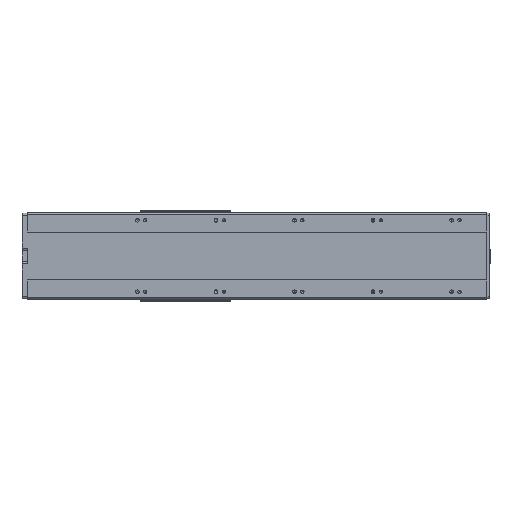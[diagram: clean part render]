
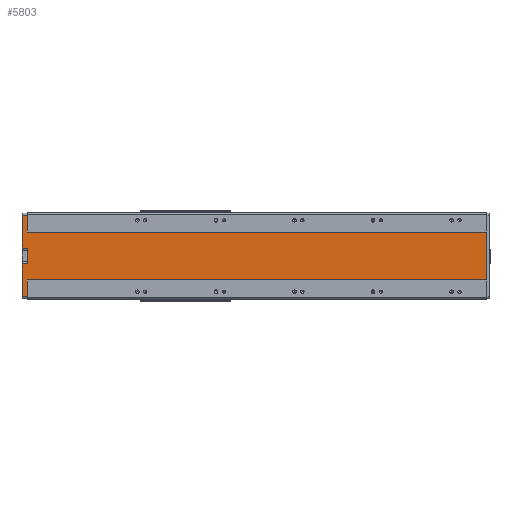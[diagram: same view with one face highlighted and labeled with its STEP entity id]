
A CAD part, front view. The second image highlights one B-rep face of the part: STEP entity #5803.
In plain terms, the highlighted planar face has unit normal (0, -1, 0).
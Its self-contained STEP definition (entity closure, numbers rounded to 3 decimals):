
#353 = VERTEX_POINT ( 'NONE', #5577 ) ;
#382 = VERTEX_POINT ( 'NONE', #25462 ) ;
#847 = EDGE_CURVE ( 'NONE', #353, #14087, #15718, .T. ) ;
#1074 = DIRECTION ( 'NONE',  ( -1., 0., 0. ) ) ;
#1111 = EDGE_CURVE ( 'NONE', #9259, #25343, #12840, .T. ) ;
#1291 = DIRECTION ( 'NONE',  ( -1., 0., 0. ) ) ;
#1365 = LINE ( 'NONE', #9444, #25003 ) ;
#1379 = EDGE_CURVE ( 'NONE', #4048, #3288, #24304, .T. ) ;
#2184 = ORIENTED_EDGE ( 'NONE', *, *, #24645, .T. ) ;
#2336 = ORIENTED_EDGE ( 'NONE', *, *, #11124, .T. ) ;
#2407 = ORIENTED_EDGE ( 'NONE', *, *, #847, .F. ) ;
#2738 = VERTEX_POINT ( 'NONE', #16848 ) ;
#2850 = PLANE ( 'NONE',  #19879 ) ;
#3113 = EDGE_LOOP ( 'NONE', ( #16006, #2407, #2184, #13732, #24240, #4126, #12726, #2336, #7963, #3524, #13102, #21849 ) ) ;
#3288 = VERTEX_POINT ( 'NONE', #8239 ) ;
#3452 = DIRECTION ( 'NONE',  ( -1., 0., 0. ) ) ;
#3471 = CARTESIAN_POINT ( 'NONE',  ( 13., 1., -60. ) ) ;
#3524 = ORIENTED_EDGE ( 'NONE', *, *, #15216, .T. ) ;
#4048 = VERTEX_POINT ( 'NONE', #6436 ) ;
#4075 = CARTESIAN_POINT ( 'NONE',  ( 13., 1., 60. ) ) ;
#4126 = ORIENTED_EDGE ( 'NONE', *, *, #1379, .T. ) ;
#4426 = CARTESIAN_POINT ( 'NONE',  ( 13., 1., 104. ) ) ;
#5182 = VERTEX_POINT ( 'NONE', #24339 ) ;
#5577 = CARTESIAN_POINT ( 'NONE',  ( 13., 1., 103.5 ) ) ;
#5803 = ADVANCED_FACE ( 'NONE', ( #8328 ), #2850, .F. ) ;
#5931 = EDGE_CURVE ( 'NONE', #5182, #21713, #7134, .T. ) ;
#6247 = DIRECTION ( 'NONE',  ( 0., 0., -1. ) ) ;
#6256 = VECTOR ( 'NONE', #6247, 1000. ) ;
#6436 = CARTESIAN_POINT ( 'NONE',  ( 13., 1., 20. ) ) ;
#6754 = CARTESIAN_POINT ( 'NONE',  ( 1184., 1., 60. ) ) ;
#6757 = CARTESIAN_POINT ( 'NONE',  ( 1184., 1., 60. ) ) ;
#7134 = LINE ( 'NONE', #15097, #14481 ) ;
#7277 = CARTESIAN_POINT ( 'NONE',  ( 13., 1., 60. ) ) ;
#7963 = ORIENTED_EDGE ( 'NONE', *, *, #24099, .F. ) ;
#7967 = CARTESIAN_POINT ( 'NONE',  ( 13., 1., 103.5 ) ) ;
#8080 = VECTOR ( 'NONE', #10174, 1000. ) ;
#8239 = CARTESIAN_POINT ( 'NONE',  ( 13., 1., -20. ) ) ;
#8328 = FACE_OUTER_BOUND ( 'NONE', #3113, .T. ) ;
#8331 = DIRECTION ( 'NONE',  ( -1., 0., 0. ) ) ;
#8554 = CARTESIAN_POINT ( 'NONE',  ( 13., 1., -103.5 ) ) ;
#8694 = DIRECTION ( 'NONE',  ( -1., 0., 0. ) ) ;
#8758 = CARTESIAN_POINT ( 'NONE',  ( 13., 1., -103.5 ) ) ;
#8780 = EDGE_CURVE ( 'NONE', #2738, #9259, #12236, .T. ) ;
#8911 = VECTOR ( 'NONE', #8331, 1000. ) ;
#9259 = VERTEX_POINT ( 'NONE', #22545 ) ;
#9281 = CARTESIAN_POINT ( 'NONE',  ( 1184., 1., -60. ) ) ;
#9371 = EDGE_CURVE ( 'NONE', #4048, #21713, #1365, .T. ) ;
#9444 = CARTESIAN_POINT ( 'NONE',  ( 13., 1., 20. ) ) ;
#9705 = CARTESIAN_POINT ( 'NONE',  ( 13., 1., -20. ) ) ;
#10174 = DIRECTION ( 'NONE',  ( 0., 0., -1. ) ) ;
#11039 = DIRECTION ( 'NONE',  ( 0., 0., -1. ) ) ;
#11124 = EDGE_CURVE ( 'NONE', #23372, #382, #20112, .T. ) ;
#12142 = DIRECTION ( 'NONE',  ( 0., 0., -1. ) ) ;
#12236 = LINE ( 'NONE', #20206, #6256 ) ;
#12517 = LINE ( 'NONE', #4426, #21022 ) ;
#12698 = CARTESIAN_POINT ( 'NONE',  ( 0., 1., -20. ) ) ;
#12726 = ORIENTED_EDGE ( 'NONE', *, *, #16433, .T. ) ;
#12840 = LINE ( 'NONE', #9281, #22249 ) ;
#13102 = ORIENTED_EDGE ( 'NONE', *, *, #1111, .F. ) ;
#13732 = ORIENTED_EDGE ( 'NONE', *, *, #5931, .T. ) ;
#13954 = LINE ( 'NONE', #7967, #17077 ) ;
#14087 = VERTEX_POINT ( 'NONE', #7277 ) ;
#14110 = CARTESIAN_POINT ( 'NONE',  ( 0., 1., -20. ) ) ;
#14127 = VECTOR ( 'NONE', #8694, 1000. ) ;
#14481 = VECTOR ( 'NONE', #11039, 1000. ) ;
#14967 = VECTOR ( 'NONE', #12142, 1000. ) ;
#15097 = CARTESIAN_POINT ( 'NONE',  ( 0., 1., 103.5 ) ) ;
#15216 = EDGE_CURVE ( 'NONE', #19342, #25343, #12517, .T. ) ;
#15718 = LINE ( 'NONE', #18576, #24325 ) ;
#16006 = ORIENTED_EDGE ( 'NONE', *, *, #17815, .T. ) ;
#16378 = CARTESIAN_POINT ( 'NONE',  ( 0., 1., 20. ) ) ;
#16433 = EDGE_CURVE ( 'NONE', #3288, #23372, #22976, .T. ) ;
#16848 = CARTESIAN_POINT ( 'NONE',  ( 1184., 1., 60. ) ) ;
#17077 = VECTOR ( 'NONE', #21942, 1000. ) ;
#17815 = EDGE_CURVE ( 'NONE', #2738, #14087, #24659, .T. ) ;
#18576 = CARTESIAN_POINT ( 'NONE',  ( 13., 1., 103.5 ) ) ;
#19342 = VERTEX_POINT ( 'NONE', #8758 ) ;
#19826 = VECTOR ( 'NONE', #1291, 1000. ) ;
#19879 = AXIS2_PLACEMENT_3D ( 'NONE', #6754, #24775, #24530 ) ;
#20112 = LINE ( 'NONE', #14110, #14967 ) ;
#20206 = CARTESIAN_POINT ( 'NONE',  ( 1184., 1., 60. ) ) ;
#20452 = LINE ( 'NONE', #8554, #14127 ) ;
#21022 = VECTOR ( 'NONE', #24788, 1000. ) ;
#21713 = VERTEX_POINT ( 'NONE', #16378 ) ;
#21849 = ORIENTED_EDGE ( 'NONE', *, *, #8780, .F. ) ;
#21942 = DIRECTION ( 'NONE',  ( -1., 0., 0. ) ) ;
#22249 = VECTOR ( 'NONE', #1074, 1000. ) ;
#22545 = CARTESIAN_POINT ( 'NONE',  ( 1184., 1., -60. ) ) ;
#22976 = LINE ( 'NONE', #9705, #19826 ) ;
#23372 = VERTEX_POINT ( 'NONE', #12698 ) ;
#24099 = EDGE_CURVE ( 'NONE', #19342, #382, #20452, .T. ) ;
#24214 = DIRECTION ( 'NONE',  ( 0., 0., -1. ) ) ;
#24240 = ORIENTED_EDGE ( 'NONE', *, *, #9371, .F. ) ;
#24304 = LINE ( 'NONE', #4075, #8080 ) ;
#24325 = VECTOR ( 'NONE', #24214, 1000. ) ;
#24339 = CARTESIAN_POINT ( 'NONE',  ( 0., 1., 103.5 ) ) ;
#24530 = DIRECTION ( 'NONE',  ( 1., 0., 0. ) ) ;
#24645 = EDGE_CURVE ( 'NONE', #353, #5182, #13954, .T. ) ;
#24659 = LINE ( 'NONE', #6757, #8911 ) ;
#24775 = DIRECTION ( 'NONE',  ( 0., 1., 0. ) ) ;
#24788 = DIRECTION ( 'NONE',  ( 0., 0., 1. ) ) ;
#25003 = VECTOR ( 'NONE', #3452, 1000. ) ;
#25343 = VERTEX_POINT ( 'NONE', #3471 ) ;
#25462 = CARTESIAN_POINT ( 'NONE',  ( 0., 1., -103.5 ) ) ;
